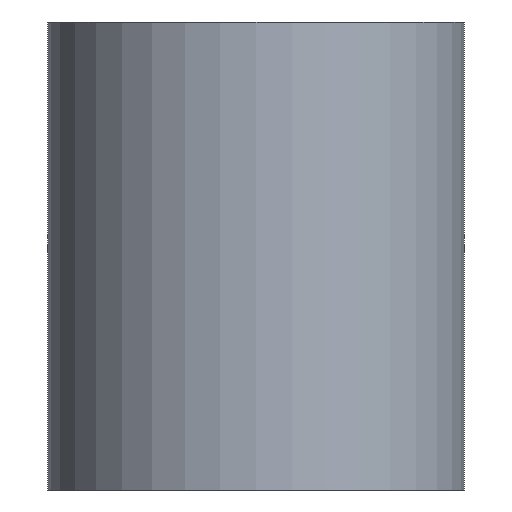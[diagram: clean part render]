
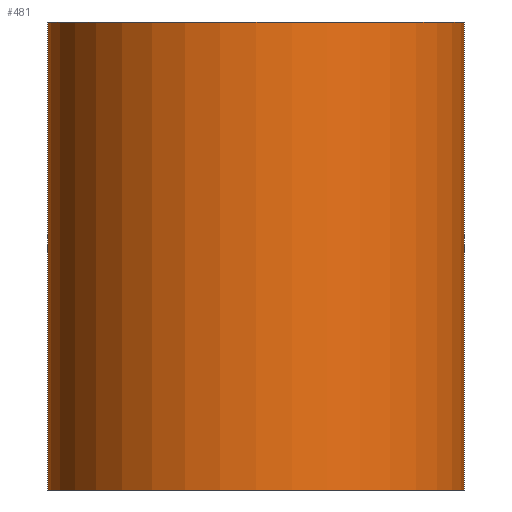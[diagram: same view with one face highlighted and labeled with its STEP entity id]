
A CAD part, left-side view. The second image highlights one B-rep face of the part: STEP entity #481.
In plain terms, the highlighted cylindrical face has radius 24.5 mm (diameter 49 mm), a partial arc.
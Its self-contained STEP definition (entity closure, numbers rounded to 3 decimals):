
#1 = CARTESIAN_POINT ( 'NONE',  ( -655., 0., 0. ) ) ;
#25 = AXIS2_PLACEMENT_3D ( 'NONE', #138, #87, #538 ) ;
#30 = VERTEX_POINT ( 'NONE', #369 ) ;
#39 = CARTESIAN_POINT ( 'NONE',  ( -655., -24.5, -27.5 ) ) ;
#87 = DIRECTION ( 'NONE',  ( 0., 0., 1. ) ) ;
#96 = FACE_OUTER_BOUND ( 'NONE', #117, .T. ) ;
#117 = EDGE_LOOP ( 'NONE', ( #196, #586, #299, #384 ) ) ;
#119 = CARTESIAN_POINT ( 'NONE',  ( -655., -24.5, 27.5 ) ) ;
#138 = CARTESIAN_POINT ( 'NONE',  ( -655., 0., 27.5 ) ) ;
#196 = ORIENTED_EDGE ( 'NONE', *, *, #443, .T. ) ;
#204 = DIRECTION ( 'NONE',  ( 0., 1., 0. ) ) ;
#219 = VECTOR ( 'NONE', #434, 1000. ) ;
#227 = VERTEX_POINT ( 'NONE', #378 ) ;
#299 = ORIENTED_EDGE ( 'NONE', *, *, #382, .F. ) ;
#308 = CYLINDRICAL_SURFACE ( 'NONE', #639, 24.5 ) ;
#314 = EDGE_CURVE ( 'NONE', #440, #30, #413, .T. ) ;
#351 = CARTESIAN_POINT ( 'NONE',  ( -655., 24.5, 27.5 ) ) ;
#354 = CIRCLE ( 'NONE', #25, 24.5 ) ;
#369 = CARTESIAN_POINT ( 'NONE',  ( -655., 24.5, -27.5 ) ) ;
#378 = CARTESIAN_POINT ( 'NONE',  ( -655., -24.5, -27.5 ) ) ;
#382 = EDGE_CURVE ( 'NONE', #440, #622, #354, .T. ) ;
#384 = ORIENTED_EDGE ( 'NONE', *, *, #314, .T. ) ;
#391 = DIRECTION ( 'NONE',  ( 0., 0., 1. ) ) ;
#403 = CARTESIAN_POINT ( 'NONE',  ( -655., 24.5, -27.5 ) ) ;
#413 = LINE ( 'NONE', #403, #504 ) ;
#428 = LINE ( 'NONE', #39, #219 ) ;
#434 = DIRECTION ( 'NONE',  ( 0., 0., -1. ) ) ;
#440 = VERTEX_POINT ( 'NONE', #351 ) ;
#443 = EDGE_CURVE ( 'NONE', #30, #227, #618, .T. ) ;
#450 = DIRECTION ( 'NONE',  ( 0., 0., -1. ) ) ;
#481 = ADVANCED_FACE ( 'NONE', ( #96 ), #308, .T. ) ;
#495 = CARTESIAN_POINT ( 'NONE',  ( -655., 0., -27.5 ) ) ;
#504 = VECTOR ( 'NONE', #450, 1000. ) ;
#538 = DIRECTION ( 'NONE',  ( 0., 1., 0. ) ) ;
#573 = AXIS2_PLACEMENT_3D ( 'NONE', #495, #644, #204 ) ;
#586 = ORIENTED_EDGE ( 'NONE', *, *, #642, .F. ) ;
#618 = CIRCLE ( 'NONE', #573, 24.5 ) ;
#622 = VERTEX_POINT ( 'NONE', #119 ) ;
#639 = AXIS2_PLACEMENT_3D ( 'NONE', #1, #391, #643 ) ;
#642 = EDGE_CURVE ( 'NONE', #622, #227, #428, .T. ) ;
#643 = DIRECTION ( 'NONE',  ( 1., 0., 0. ) ) ;
#644 = DIRECTION ( 'NONE',  ( 0., 0., 1. ) ) ;
